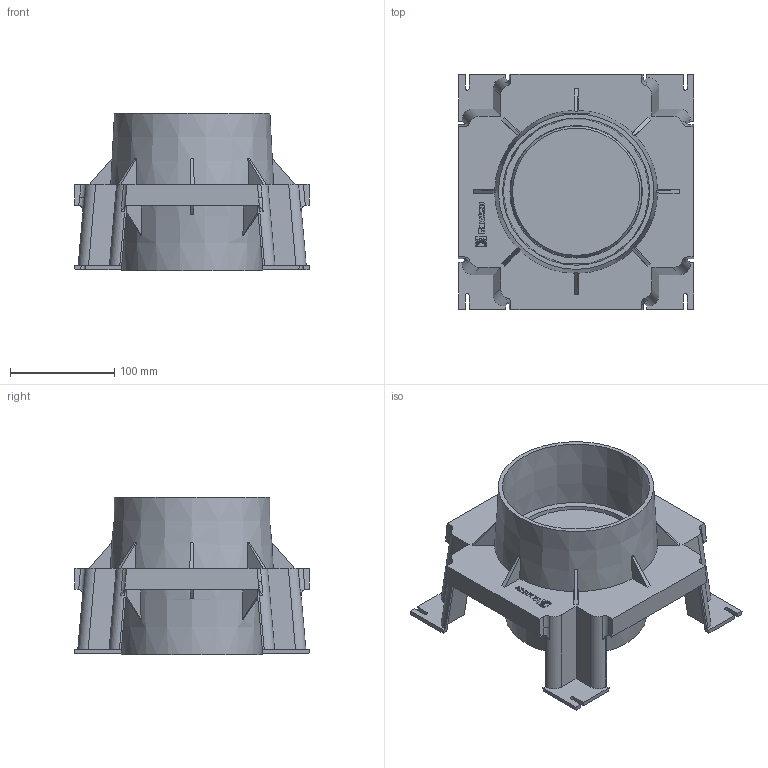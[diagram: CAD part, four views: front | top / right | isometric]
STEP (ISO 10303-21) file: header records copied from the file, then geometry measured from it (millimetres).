
FILE_DESCRIPTION(/* description */ (''),/* implementation_level */ '2;1');
FILE_NAME(/* name */ 'KOS 125_140 UG.stp',/* time_stamp */ '2020-02-05T10:37:27+01:00',/* author */ ('se-henols'),/* organization */ (''),/* preprocessor_version */ 'ST-DEVELOPER v17.2',/* originating_system */ 'Autodesk Inventor 2019',/* authorisation */ '');
FILE_SCHEMA (('AUTOMOTIVE_DESIGN { 1 0 10303 214 3 1 1 }'));
Length unit declared in the file: millimetre
Products named in the file (2): Assembly1; Assembly1_Substitute_1
Assembly tree (1 placements, depth 2):
  Assembly1
    Assembly1_Substitute_1
Bounding box: 225.35 x 225.35 x 150.5 mm (x, y, z)
Volume: 736567.1 mm3; surface area: 307081.9 mm2
Topology: 1 solids, 1 shells, 994 faces, 2798 edges, 1863 vertices
Faces by surface type: plane 787, bspline 125, cylinder 72, cone 10
Entity records: 34210 total; most frequent: CARTESIAN_POINT 8200, ORIENTED_EDGE 5596, DIRECTION 4464, EDGE_CURVE 2798, LINE 2274, VECTOR 2274, VERTEX_POINT 1863, AXIS2_PLACEMENT_3D 1095
